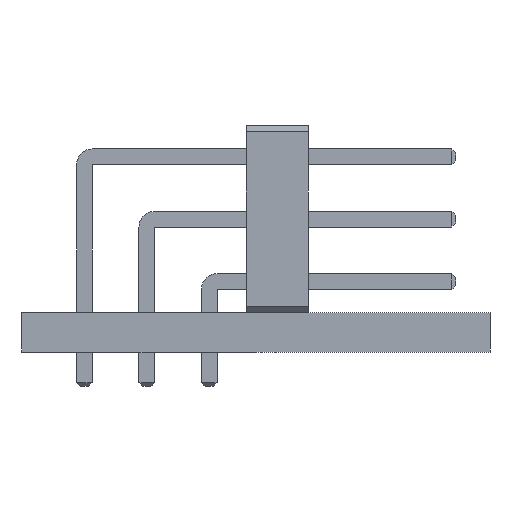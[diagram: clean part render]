
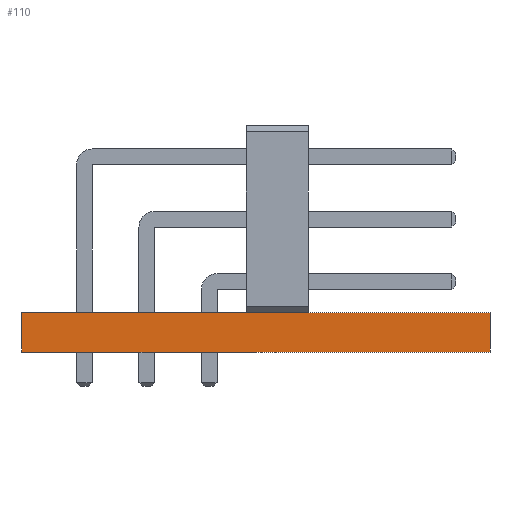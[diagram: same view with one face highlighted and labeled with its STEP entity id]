
A CAD part, front view. The second image highlights one B-rep face of the part: STEP entity #110.
In plain terms, the highlighted planar face has unit normal (0, -1, 0).
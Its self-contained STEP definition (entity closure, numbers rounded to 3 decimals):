
#74 = EDGE_CURVE('',#75,#77,#79,.T.);
#75 = VERTEX_POINT('',#76);
#76 = CARTESIAN_POINT('',(134.62,-102.87,0.));
#77 = VERTEX_POINT('',#78);
#78 = CARTESIAN_POINT('',(134.62,-102.87,-1.6));
#79 = LINE('',#80,#81);
#80 = CARTESIAN_POINT('',(134.62,-102.87,0.));
#81 = VECTOR('',#82,1.);
#82 = DIRECTION('',(0.,0.,-1.));
#110 = ADVANCED_FACE('',(#111),#136,.F.);
#111 = FACE_BOUND('',#112,.F.);
#112 = EDGE_LOOP('',(#113,#123,#129,#130));
#113 = ORIENTED_EDGE('',*,*,#114,.T.);
#114 = EDGE_CURVE('',#115,#117,#119,.T.);
#115 = VERTEX_POINT('',#116);
#116 = CARTESIAN_POINT('',(153.67,-102.87,0.));
#117 = VERTEX_POINT('',#118);
#118 = CARTESIAN_POINT('',(153.67,-102.87,-1.6));
#119 = LINE('',#120,#121);
#120 = CARTESIAN_POINT('',(153.67,-102.87,0.));
#121 = VECTOR('',#122,1.);
#122 = DIRECTION('',(0.,0.,-1.));
#123 = ORIENTED_EDGE('',*,*,#124,.T.);
#124 = EDGE_CURVE('',#117,#77,#125,.T.);
#125 = LINE('',#126,#127);
#126 = CARTESIAN_POINT('',(153.67,-102.87,-1.6));
#127 = VECTOR('',#128,1.);
#128 = DIRECTION('',(-1.,0.,0.));
#129 = ORIENTED_EDGE('',*,*,#74,.F.);
#130 = ORIENTED_EDGE('',*,*,#131,.F.);
#131 = EDGE_CURVE('',#115,#75,#132,.T.);
#132 = LINE('',#133,#134);
#133 = CARTESIAN_POINT('',(153.67,-102.87,0.));
#134 = VECTOR('',#135,1.);
#135 = DIRECTION('',(-1.,0.,0.));
#136 = PLANE('',#137);
#137 = AXIS2_PLACEMENT_3D('',#138,#139,#140);
#138 = CARTESIAN_POINT('',(153.67,-102.87,0.));
#139 = DIRECTION('',(0.,1.,0.));
#140 = DIRECTION('',(-1.,0.,0.));
